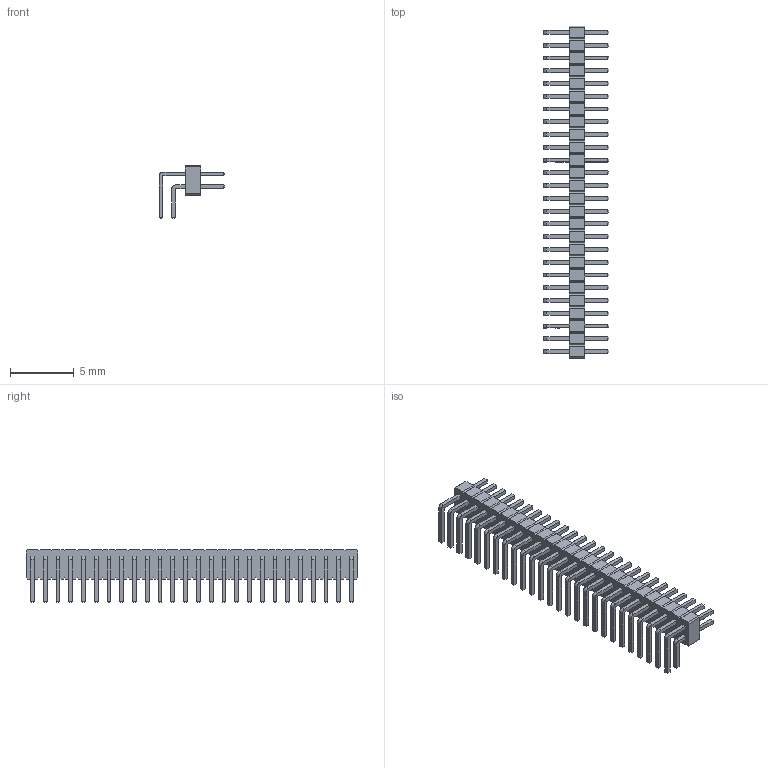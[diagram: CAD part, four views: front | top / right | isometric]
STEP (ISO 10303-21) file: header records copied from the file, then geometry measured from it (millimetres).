
FILE_DESCRIPTION(/* description */ ('model of PinHeader_2x26_P1.00mm_Horizontal'),/* implementation_level */ '2;1');
FILE_NAME(/* name */ 'PinHeader_2x26_P1.00mm_Horizontal.step',/* time_stamp */ '2017-12-02T04:02:32',/* author */ ('kicad StepUp','ksu'),/* organization */ ('FreeCAD'),/* preprocessor_version */ 'OCC',/* originating_system */ 'kicad StepUp',/* authorisation */ '');
FILE_SCHEMA(('AUTOMOTIVE_DESIGN_CC2 { 1 2 10303 214 -1 1 5 4 }'));
Length unit declared in the file: millimetre
Products named in the file (1): PinHeader_2x26_P100mm_Horizontal
Bounding box: 5.15 x 26 x 4.12 mm (x, y, z)
Volume: 99.9 mm3; surface area: 572.3 mm2
Topology: 1 solids, 1 shells, 1252 faces, 3022 edges, 1876 vertices
Faces by surface type: plane 1200, cylinder 52
Entity records: 44019 total; most frequent: CARTESIAN_POINT 6151, ORIENTED_EDGE 6044, DIRECTION 5632, EDGE_CURVE 3022, LINE 2918, VECTOR 2918, VERTEX_POINT 1876, AXIS2_PLACEMENT_3D 1357
